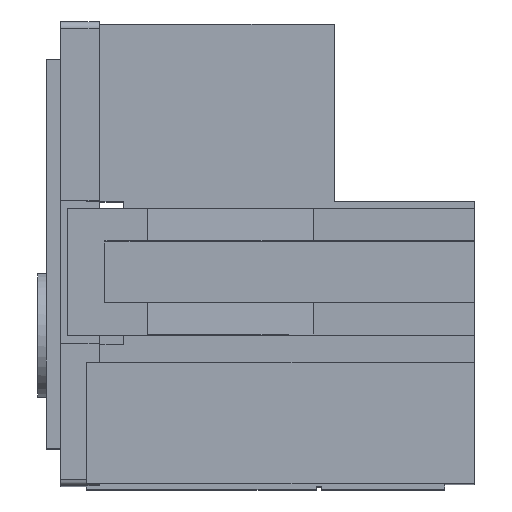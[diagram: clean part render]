
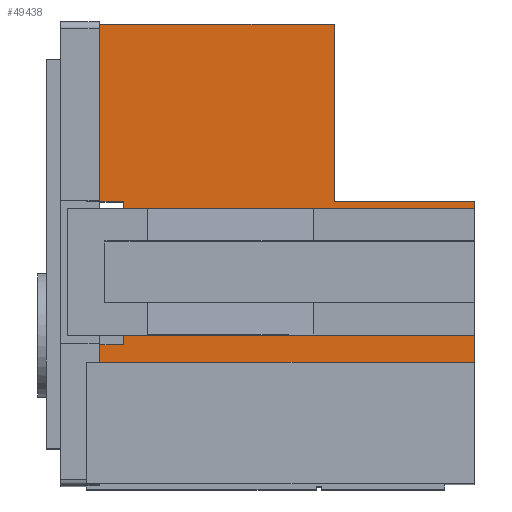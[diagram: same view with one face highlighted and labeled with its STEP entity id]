
A CAD part, top view. The second image highlights one B-rep face of the part: STEP entity #49438.
In plain terms, the highlighted planar face has unit normal (0, 0, 1).
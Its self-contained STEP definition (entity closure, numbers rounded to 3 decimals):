
#1049 = DIRECTION ( 'NONE',  ( 0., 1., 0. ) ) ;
#2636 = EDGE_CURVE ( 'NONE', #40422, #30473, #76278, .T. ) ;
#2773 = CARTESIAN_POINT ( 'NONE',  ( 0., 21.8, 31.325 ) ) ;
#3388 = LINE ( 'NONE', #51104, #37114 ) ;
#4073 = ORIENTED_EDGE ( 'NONE', *, *, #24204, .T. ) ;
#7308 = ORIENTED_EDGE ( 'NONE', *, *, #37178, .F. ) ;
#7446 = LINE ( 'NONE', #30720, #20711 ) ;
#7785 = ORIENTED_EDGE ( 'NONE', *, *, #50997, .F. ) ;
#9616 = DIRECTION ( 'NONE',  ( -1., 0., 0. ) ) ;
#12827 = EDGE_CURVE ( 'NONE', #33582, #33211, #7446, .T. ) ;
#12913 = DIRECTION ( 'NONE',  ( 0., 1., 0. ) ) ;
#13690 = ORIENTED_EDGE ( 'NONE', *, *, #15069, .F. ) ;
#15069 = EDGE_CURVE ( 'NONE', #75326, #26767, #32981, .T. ) ;
#15455 = ORIENTED_EDGE ( 'NONE', *, *, #29319, .F. ) ;
#16393 = ORIENTED_EDGE ( 'NONE', *, *, #50731, .T. ) ;
#17460 = VECTOR ( 'NONE', #57680, 1000. ) ;
#17916 = VECTOR ( 'NONE', #78337, 1000. ) ;
#19189 = CARTESIAN_POINT ( 'NONE',  ( 0., 6.6, 31.325 ) ) ;
#20711 = VECTOR ( 'NONE', #68377, 1000. ) ;
#21562 = CARTESIAN_POINT ( 'NONE',  ( 0., 5.75, 31.325 ) ) ;
#22505 = LINE ( 'NONE', #35337, #47858 ) ;
#22796 = VERTEX_POINT ( 'NONE', #58665 ) ;
#22909 = EDGE_CURVE ( 'NONE', #59578, #22796, #36980, .T. ) ;
#23520 = VECTOR ( 'NONE', #60722, 1000. ) ;
#24204 = EDGE_CURVE ( 'NONE', #30473, #41445, #40998, .T. ) ;
#24721 = DIRECTION ( 'NONE',  ( 0., 1., 0. ) ) ;
#24763 = VERTEX_POINT ( 'NONE', #21562 ) ;
#25131 = LINE ( 'NONE', #43172, #71707 ) ;
#25793 = ORIENTED_EDGE ( 'NONE', *, *, #22909, .F. ) ;
#25822 = VERTEX_POINT ( 'NONE', #76015 ) ;
#26767 = VERTEX_POINT ( 'NONE', #41009 ) ;
#27234 = CARTESIAN_POINT ( 'NONE',  ( 1.75, 6.6, 31.325 ) ) ;
#27672 = FACE_OUTER_BOUND ( 'NONE', #75399, .T. ) ;
#28180 = VECTOR ( 'NONE', #1049, 1000. ) ;
#29073 = LINE ( 'NONE', #66702, #17916 ) ;
#29319 = EDGE_CURVE ( 'NONE', #24763, #44355, #30644, .T. ) ;
#29982 = VECTOR ( 'NONE', #75059, 1000. ) ;
#30308 = VECTOR ( 'NONE', #49413, 1000. ) ;
#30318 = CARTESIAN_POINT ( 'NONE',  ( 18.4, 5.75, 31.325 ) ) ;
#30403 = CARTESIAN_POINT ( 'NONE',  ( 0., 21.8, 31.325 ) ) ;
#30473 = VERTEX_POINT ( 'NONE', #70568 ) ;
#30644 = LINE ( 'NONE', #36261, #23520 ) ;
#30720 = CARTESIAN_POINT ( 'NONE',  ( 18.4, 21.8, 31.325 ) ) ;
#31534 = CARTESIAN_POINT ( 'NONE',  ( 1.75, 13.4, 31.325 ) ) ;
#32583 = CARTESIAN_POINT ( 'NONE',  ( 0., 21.8, 31.325 ) ) ;
#32602 = ORIENTED_EDGE ( 'NONE', *, *, #12827, .T. ) ;
#32949 = ORIENTED_EDGE ( 'NONE', *, *, #50041, .F. ) ;
#32981 = LINE ( 'NONE', #32583, #29982 ) ;
#33015 = VERTEX_POINT ( 'NONE', #27234 ) ;
#33211 = VERTEX_POINT ( 'NONE', #48804 ) ;
#33273 = PLANE ( 'NONE',  #37046 ) ;
#33582 = VERTEX_POINT ( 'NONE', #30318 ) ;
#33895 = DIRECTION ( 'NONE',  ( 1., 0., 0. ) ) ;
#35003 = CARTESIAN_POINT ( 'NONE',  ( 18.4, 13.05, 31.325 ) ) ;
#35337 = CARTESIAN_POINT ( 'NONE',  ( 0., 5.75, 31.325 ) ) ;
#36261 = CARTESIAN_POINT ( 'NONE',  ( 0., 21.8, 31.325 ) ) ;
#36980 = LINE ( 'NONE', #61431, #30308 ) ;
#37046 = AXIS2_PLACEMENT_3D ( 'NONE', #2773, #76559, #9616 ) ;
#37114 = VECTOR ( 'NONE', #33895, 1000. ) ;
#37178 = EDGE_CURVE ( 'NONE', #40422, #33211, #39017, .T. ) ;
#37940 = LINE ( 'NONE', #68784, #28180 ) ;
#38453 = CARTESIAN_POINT ( 'NONE',  ( 18.4, 13.4, 31.325 ) ) ;
#39017 = LINE ( 'NONE', #63848, #75961 ) ;
#40422 = VERTEX_POINT ( 'NONE', #66269 ) ;
#40609 = CARTESIAN_POINT ( 'NONE',  ( 15.07, 7.05, 31.325 ) ) ;
#40982 = DIRECTION ( 'NONE',  ( 0., 1., 0. ) ) ;
#40998 = LINE ( 'NONE', #35003, #50705 ) ;
#41009 = CARTESIAN_POINT ( 'NONE',  ( 11.75, 21.8, 31.325 ) ) ;
#41445 = VERTEX_POINT ( 'NONE', #78975 ) ;
#43017 = LINE ( 'NONE', #49419, #64633 ) ;
#43172 = CARTESIAN_POINT ( 'NONE',  ( 18.4, 13.05, 31.325 ) ) ;
#43653 = ORIENTED_EDGE ( 'NONE', *, *, #70940, .T. ) ;
#44355 = VERTEX_POINT ( 'NONE', #19189 ) ;
#45295 = LINE ( 'NONE', #50907, #17460 ) ;
#45922 = ORIENTED_EDGE ( 'NONE', *, *, #78848, .T. ) ;
#47858 = VECTOR ( 'NONE', #48143, 1000. ) ;
#48143 = DIRECTION ( 'NONE',  ( 1., 0., 0. ) ) ;
#48804 = CARTESIAN_POINT ( 'NONE',  ( 18.4, 7.05, 31.325 ) ) ;
#49413 = DIRECTION ( 'NONE',  ( -1., 0., 0. ) ) ;
#49419 = CARTESIAN_POINT ( 'NONE',  ( 1.75, 13.4, 31.325 ) ) ;
#49438 = ADVANCED_FACE ( 'NONE', ( #27672 ), #33273, .F. ) ;
#50041 = EDGE_CURVE ( 'NONE', #25822, #66459, #3388, .T. ) ;
#50705 = VECTOR ( 'NONE', #54216, 1000. ) ;
#50731 = EDGE_CURVE ( 'NONE', #41445, #66459, #25131, .T. ) ;
#50835 = EDGE_CURVE ( 'NONE', #22796, #75326, #37940, .T. ) ;
#50907 = CARTESIAN_POINT ( 'NONE',  ( 1.75, 6.6, 31.325 ) ) ;
#50997 = EDGE_CURVE ( 'NONE', #26767, #25822, #29073, .T. ) ;
#51104 = CARTESIAN_POINT ( 'NONE',  ( 18.4, 13.4, 31.325 ) ) ;
#52878 = ORIENTED_EDGE ( 'NONE', *, *, #50835, .F. ) ;
#54216 = DIRECTION ( 'NONE',  ( 1., 0., 0. ) ) ;
#57680 = DIRECTION ( 'NONE',  ( -1., 0., 0. ) ) ;
#58665 = CARTESIAN_POINT ( 'NONE',  ( 0., 13.4, 31.325 ) ) ;
#59578 = VERTEX_POINT ( 'NONE', #31534 ) ;
#60722 = DIRECTION ( 'NONE',  ( 0., 1., 0. ) ) ;
#61431 = CARTESIAN_POINT ( 'NONE',  ( 1.75, 13.4, 31.325 ) ) ;
#63848 = CARTESIAN_POINT ( 'NONE',  ( 15.07, 7.05, 31.325 ) ) ;
#64633 = VECTOR ( 'NONE', #12913, 1000. ) ;
#66269 = CARTESIAN_POINT ( 'NONE',  ( 15.07, 7.05, 31.325 ) ) ;
#66459 = VERTEX_POINT ( 'NONE', #38453 ) ;
#66702 = CARTESIAN_POINT ( 'NONE',  ( 11.75, 13.4, 31.325 ) ) ;
#68051 = ORIENTED_EDGE ( 'NONE', *, *, #74928, .F. ) ;
#68377 = DIRECTION ( 'NONE',  ( 0., 1., 0. ) ) ;
#68784 = CARTESIAN_POINT ( 'NONE',  ( 0., 21.8, 31.325 ) ) ;
#69061 = DIRECTION ( 'NONE',  ( 1., 0., 0. ) ) ;
#69828 = ORIENTED_EDGE ( 'NONE', *, *, #2636, .T. ) ;
#70568 = CARTESIAN_POINT ( 'NONE',  ( 15.07, 13.05, 31.325 ) ) ;
#70940 = EDGE_CURVE ( 'NONE', #24763, #33582, #22505, .T. ) ;
#71707 = VECTOR ( 'NONE', #24721, 1000. ) ;
#74928 = EDGE_CURVE ( 'NONE', #33015, #59578, #43017, .T. ) ;
#75059 = DIRECTION ( 'NONE',  ( 1., 0., 0. ) ) ;
#75326 = VERTEX_POINT ( 'NONE', #30403 ) ;
#75399 = EDGE_LOOP ( 'NONE', ( #52878, #25793, #68051, #45922, #15455, #43653, #32602, #7308, #69828, #4073, #16393, #32949, #7785, #13690 ) ) ;
#75961 = VECTOR ( 'NONE', #69061, 1000. ) ;
#76015 = CARTESIAN_POINT ( 'NONE',  ( 11.75, 13.4, 31.325 ) ) ;
#76278 = LINE ( 'NONE', #40609, #76366 ) ;
#76366 = VECTOR ( 'NONE', #40982, 1000. ) ;
#76559 = DIRECTION ( 'NONE',  ( 0., 0., -1. ) ) ;
#78337 = DIRECTION ( 'NONE',  ( 0., -1., 0. ) ) ;
#78848 = EDGE_CURVE ( 'NONE', #33015, #44355, #45295, .T. ) ;
#78975 = CARTESIAN_POINT ( 'NONE',  ( 18.4, 13.05, 31.325 ) ) ;
